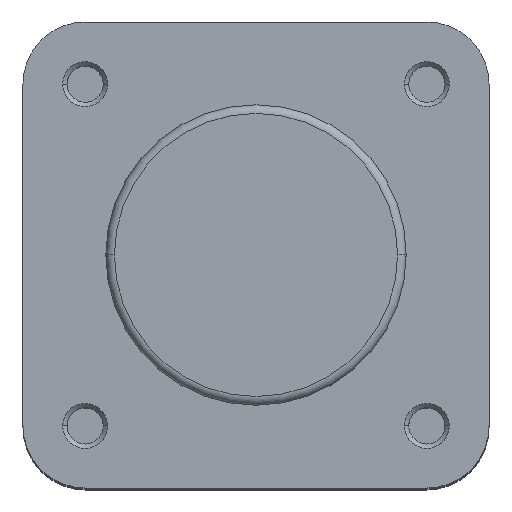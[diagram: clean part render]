
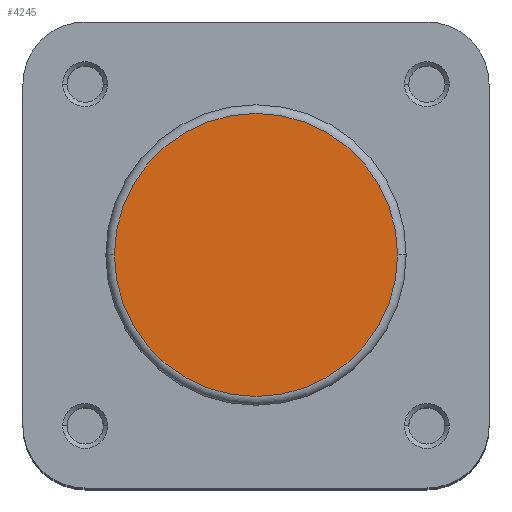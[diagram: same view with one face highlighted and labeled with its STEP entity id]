
A CAD part, top view. The second image highlights one B-rep face of the part: STEP entity #4245.
In plain terms, the highlighted planar face has unit normal (0, 0, 1).
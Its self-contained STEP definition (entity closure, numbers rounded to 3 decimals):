
#442 = FACE_OUTER_BOUND ( 'NONE', #667, .T. ) ;
#667 = EDGE_LOOP ( 'NONE', ( #1079, #1150 ) ) ;
#1079 = ORIENTED_EDGE ( 'NONE', *, *, #1394, .T. ) ;
#1150 = ORIENTED_EDGE ( 'NONE', *, *, #1435, .T. ) ;
#1394 = EDGE_CURVE ( 'NONE', #4668, #4817, #4340, .T. ) ;
#1435 = EDGE_CURVE ( 'NONE', #4817, #4668, #3974, .T. ) ;
#1446 = AXIS2_PLACEMENT_3D ( 'NONE', #4568, #4606, #4610 ) ;
#1471 = AXIS2_PLACEMENT_3D ( 'NONE', #4832, #4571, #4670 ) ;
#1760 = AXIS2_PLACEMENT_3D ( 'NONE', #2961, #2964, #2965 ) ;
#2961 = CARTESIAN_POINT ( 'NONE',  ( 0., 17.4, 0. ) ) ;
#2962 = PLANE ( 'NONE',  #1760 ) ;
#2964 = DIRECTION ( 'NONE',  ( 0., 0., -1. ) ) ;
#2965 = DIRECTION ( 'NONE',  ( -1., 0., 0. ) ) ;
#3249 = CARTESIAN_POINT ( 'NONE',  ( -16.4, 0., 0. ) ) ;
#3278 = CARTESIAN_POINT ( 'NONE',  ( 16.4, 0., 0. ) ) ;
#3974 = CIRCLE ( 'NONE', #1471, 16.4 ) ;
#4245 = ADVANCED_FACE ( 'NONE', ( #442 ), #2962, .F. ) ;
#4340 = CIRCLE ( 'NONE', #1446, 16.4 ) ;
#4568 = CARTESIAN_POINT ( 'NONE',  ( 0., 0., 0. ) ) ;
#4571 = DIRECTION ( 'NONE',  ( 0., 0., 1. ) ) ;
#4606 = DIRECTION ( 'NONE',  ( 0., 0., 1. ) ) ;
#4610 = DIRECTION ( 'NONE',  ( -1., 0., 0. ) ) ;
#4668 = VERTEX_POINT ( 'NONE', #3249 ) ;
#4670 = DIRECTION ( 'NONE',  ( -1., 0., 0. ) ) ;
#4817 = VERTEX_POINT ( 'NONE', #3278 ) ;
#4832 = CARTESIAN_POINT ( 'NONE',  ( 0., 0., 0. ) ) ;
